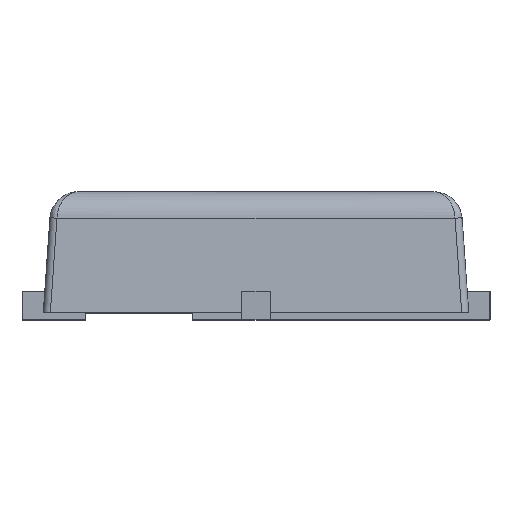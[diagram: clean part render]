
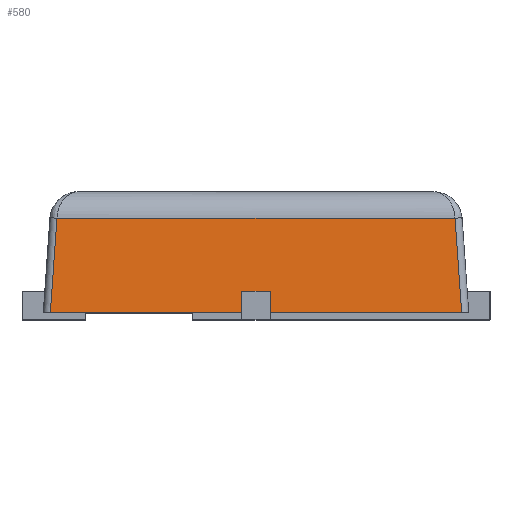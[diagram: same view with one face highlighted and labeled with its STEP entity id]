
A CAD part, top view. The second image highlights one B-rep face of the part: STEP entity #580.
In plain terms, the highlighted planar face has unit normal (0, 0.07, 0.998).
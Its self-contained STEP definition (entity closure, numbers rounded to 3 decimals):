
#47 = CARTESIAN_POINT ( 'NONE',  ( -1.5, 0.05, 1.575 ) ) ;
#58 = CARTESIAN_POINT ( 'NONE',  ( -0.1, 0.9, 1.516 ) ) ;
#92 = FACE_OUTER_BOUND ( 'NONE', #3187, .T. ) ;
#171 = EDGE_CURVE ( 'NONE', #3006, #2533, #677, .T. ) ;
#182 = DIRECTION ( 'NONE',  ( 1., 0., 0. ) ) ;
#315 = ORIENTED_EDGE ( 'NONE', *, *, #1210, .T. ) ;
#329 = CARTESIAN_POINT ( 'NONE',  ( 0., 0.2, 1.565 ) ) ;
#348 = DIRECTION ( 'NONE',  ( -0.07, 0.995, -0.07 ) ) ;
#404 = ORIENTED_EDGE ( 'NONE', *, *, #1415, .T. ) ;
#440 = ORIENTED_EDGE ( 'NONE', *, *, #883, .T. ) ;
#470 = CARTESIAN_POINT ( 'NONE',  ( -0.1, 0.05, 1.575 ) ) ;
#479 = CARTESIAN_POINT ( 'NONE',  ( 1.45, 0.05, 1.575 ) ) ;
#505 = EDGE_CURVE ( 'NONE', #1990, #3006, #1000, .T. ) ;
#565 = DIRECTION ( 'NONE',  ( 0., -0.998, 0.07 ) ) ;
#580 = ADVANCED_FACE ( 'NONE', ( #92 ), #1921, .F. ) ;
#672 = VECTOR ( 'NONE', #565, 1000. ) ;
#677 = LINE ( 'NONE', #47, #3156 ) ;
#720 = ORIENTED_EDGE ( 'NONE', *, *, #171, .T. ) ;
#726 = VECTOR ( 'NONE', #3124, 1000. ) ;
#747 = VERTEX_POINT ( 'NONE', #1460 ) ;
#817 = CARTESIAN_POINT ( 'NONE',  ( 0.1, 0.2, 1.565 ) ) ;
#846 = VECTOR ( 'NONE', #348, 1000. ) ;
#859 = VERTEX_POINT ( 'NONE', #470 ) ;
#883 = EDGE_CURVE ( 'NONE', #3292, #3328, #2340, .T. ) ;
#920 = LINE ( 'NONE', #1125, #846 ) ;
#1000 = LINE ( 'NONE', #3172, #672 ) ;
#1061 = ORIENTED_EDGE ( 'NONE', *, *, #1137, .T. ) ;
#1108 = DIRECTION ( 'NONE',  ( 1., 0., 0. ) ) ;
#1123 = AXIS2_PLACEMENT_3D ( 'NONE', #2425, #1931, #1173 ) ;
#1125 = CARTESIAN_POINT ( 'NONE',  ( 1.384, 0.996, 1.509 ) ) ;
#1137 = EDGE_CURVE ( 'NONE', #747, #1990, #3207, .T. ) ;
#1173 = DIRECTION ( 'NONE',  ( 1., 0., 0. ) ) ;
#1210 = EDGE_CURVE ( 'NONE', #1367, #859, #2823, .T. ) ;
#1238 = LINE ( 'NONE', #2060, #2041 ) ;
#1367 = VERTEX_POINT ( 'NONE', #2082 ) ;
#1415 = EDGE_CURVE ( 'NONE', #3328, #1367, #1238, .T. ) ;
#1419 = ORIENTED_EDGE ( 'NONE', *, *, #2005, .T. ) ;
#1460 = CARTESIAN_POINT ( 'NONE',  ( -0.1, 0.2, 1.565 ) ) ;
#1478 = CARTESIAN_POINT ( 'NONE',  ( 1.404, 0.714, 1.529 ) ) ;
#1700 = CARTESIAN_POINT ( 'NONE',  ( -1.404, 0.714, 1.529 ) ) ;
#1921 = PLANE ( 'NONE',  #1123 ) ;
#1931 = DIRECTION ( 'NONE',  ( 0., -0.07, -0.998 ) ) ;
#1984 = CARTESIAN_POINT ( 'NONE',  ( 0.1, 0.05, 1.575 ) ) ;
#1990 = VERTEX_POINT ( 'NONE', #817 ) ;
#2005 = EDGE_CURVE ( 'NONE', #859, #747, #2767, .T. ) ;
#2041 = VECTOR ( 'NONE', #3133, 1000. ) ;
#2060 = CARTESIAN_POINT ( 'NONE',  ( -1.384, 0.996, 1.509 ) ) ;
#2082 = CARTESIAN_POINT ( 'NONE',  ( -1.45, 0.05, 1.575 ) ) ;
#2123 = EDGE_CURVE ( 'NONE', #2533, #3292, #920, .T. ) ;
#2288 = ORIENTED_EDGE ( 'NONE', *, *, #2123, .T. ) ;
#2314 = VECTOR ( 'NONE', #182, 1000. ) ;
#2340 = LINE ( 'NONE', #3102, #2891 ) ;
#2425 = CARTESIAN_POINT ( 'NONE',  ( 0., 0.9, 1.516 ) ) ;
#2528 = DIRECTION ( 'NONE',  ( -1., 0., 0. ) ) ;
#2533 = VERTEX_POINT ( 'NONE', #479 ) ;
#2758 = CARTESIAN_POINT ( 'NONE',  ( -1.5, 0.05, 1.575 ) ) ;
#2767 = LINE ( 'NONE', #58, #726 ) ;
#2817 = ORIENTED_EDGE ( 'NONE', *, *, #505, .T. ) ;
#2823 = LINE ( 'NONE', #2758, #2314 ) ;
#2891 = VECTOR ( 'NONE', #2528, 1000. ) ;
#2909 = VECTOR ( 'NONE', #2938, 1000. ) ;
#2938 = DIRECTION ( 'NONE',  ( 1., 0., 0. ) ) ;
#3006 = VERTEX_POINT ( 'NONE', #1984 ) ;
#3102 = CARTESIAN_POINT ( 'NONE',  ( -1.441, 0.714, 1.529 ) ) ;
#3124 = DIRECTION ( 'NONE',  ( 0., 0.998, -0.07 ) ) ;
#3133 = DIRECTION ( 'NONE',  ( -0.07, -0.995, 0.07 ) ) ;
#3156 = VECTOR ( 'NONE', #1108, 1000. ) ;
#3172 = CARTESIAN_POINT ( 'NONE',  ( 0.1, 0.9, 1.516 ) ) ;
#3187 = EDGE_LOOP ( 'NONE', ( #440, #404, #315, #1419, #1061, #2817, #720, #2288 ) ) ;
#3207 = LINE ( 'NONE', #329, #2909 ) ;
#3292 = VERTEX_POINT ( 'NONE', #1478 ) ;
#3328 = VERTEX_POINT ( 'NONE', #1700 ) ;
